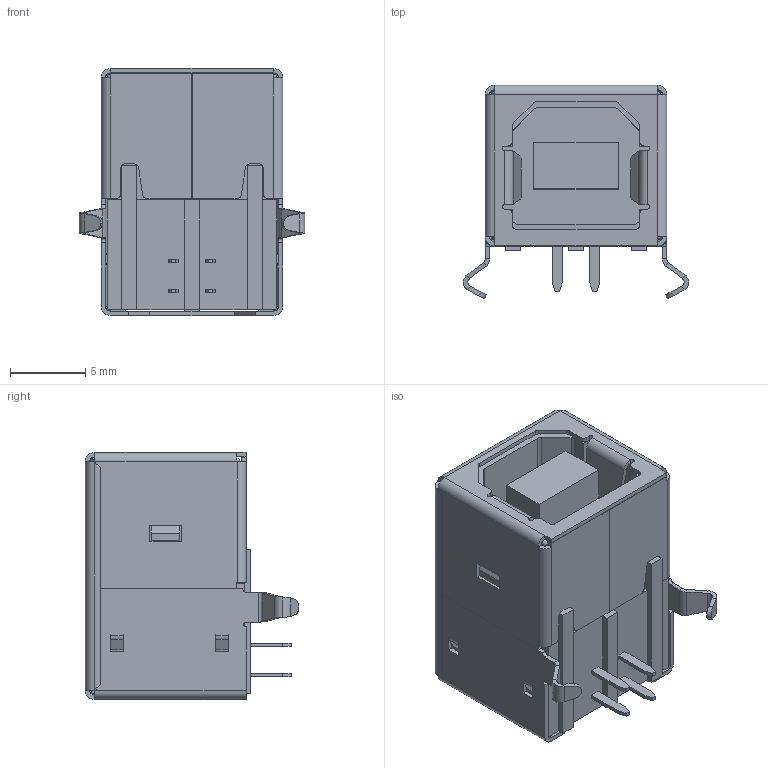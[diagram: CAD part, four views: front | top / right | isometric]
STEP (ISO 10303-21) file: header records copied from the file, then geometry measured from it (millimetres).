
FILE_DESCRIPTION (( 'STEP AP214' ), '1' );
FILE_NAME ('CUI_DEVICES_UJ2-BH-W1-TH.STEP', '2023-07-18T15:10:46', ( '' ), ( '' ), 'SwSTEP 2.0', 'SolidWorks 2023', '' );
FILE_SCHEMA (( 'AUTOMOTIVE_DESIGN' ));
Length unit declared in the file: inch
Products named in the file (1): CUI_DEVICES_UJ2-BH-W1-TH
Bounding box: 15 x 14.2 x 16.45 mm (x, y, z)
Volume: 1538.3 mm3; surface area: 3107.1 mm2
Topology: 1 solids, 1 shells, 427 faces, 1225 edges, 793 vertices
Faces by surface type: plane 308, cylinder 104, bspline 15
Entity records: 16154 total; most frequent: CARTESIAN_POINT 3563, ORIENTED_EDGE 2444, DIRECTION 2197, EDGE_CURVE 1222, VECTOR 1003, LINE 1003, VERTEX_POINT 793, AXIS2_PLACEMENT_3D 597
